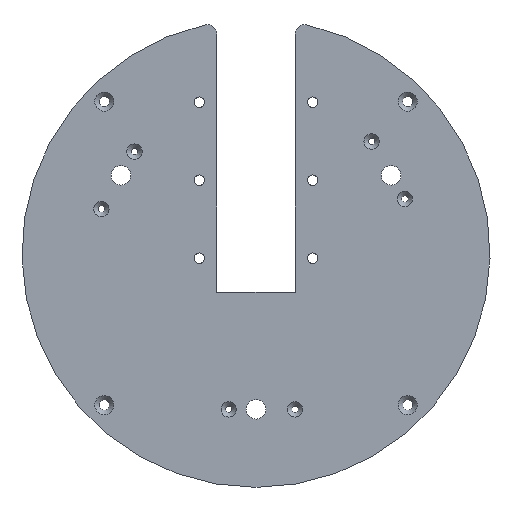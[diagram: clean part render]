
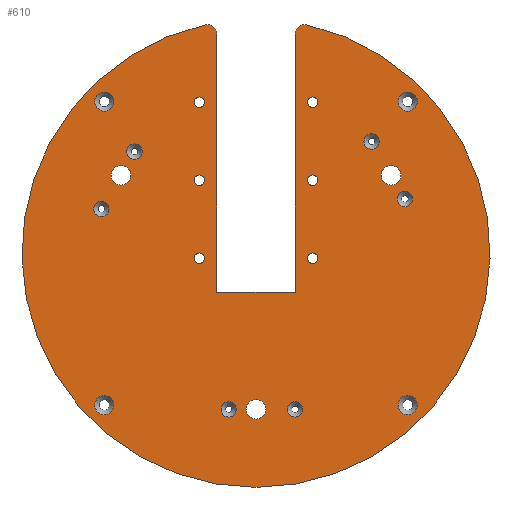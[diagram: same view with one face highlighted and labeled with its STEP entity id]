
A CAD part, front view. The second image highlights one B-rep face of the part: STEP entity #610.
In plain terms, the highlighted planar face has unit normal (0, -1, 0).
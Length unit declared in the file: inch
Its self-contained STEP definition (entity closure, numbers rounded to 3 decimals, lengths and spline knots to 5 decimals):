
#27=LINE('',#995,#39);
#28=LINE('',#997,#40);
#29=LINE('',#999,#41);
#39=VECTOR('',#792,6.61249);
#40=VECTOR('',#793,2.);
#41=VECTOR('',#794,6.61249);
#51=PLANE('',#679);
#68=FACE_BOUND('',#175,.T.);
#69=FACE_BOUND('',#176,.T.);
#70=FACE_BOUND('',#177,.T.);
#71=FACE_BOUND('',#178,.T.);
#72=FACE_BOUND('',#179,.T.);
#73=FACE_BOUND('',#180,.T.);
#74=FACE_BOUND('',#181,.T.);
#75=FACE_BOUND('',#182,.T.);
#76=FACE_BOUND('',#183,.T.);
#77=FACE_BOUND('',#184,.T.);
#78=FACE_BOUND('',#185,.T.);
#79=FACE_BOUND('',#186,.T.);
#80=FACE_BOUND('',#187,.T.);
#81=FACE_BOUND('',#188,.T.);
#82=FACE_BOUND('',#189,.T.);
#83=FACE_BOUND('',#190,.T.);
#84=FACE_BOUND('',#191,.T.);
#85=FACE_BOUND('',#192,.T.);
#86=FACE_BOUND('',#193,.T.);
#135=FACE_OUTER_BOUND('',#174,.T.);
#174=EDGE_LOOP('',(#458,#459,#460,#461,#462,#463));
#175=EDGE_LOOP('',(#464));
#176=EDGE_LOOP('',(#465));
#177=EDGE_LOOP('',(#466));
#178=EDGE_LOOP('',(#467));
#179=EDGE_LOOP('',(#468));
#180=EDGE_LOOP('',(#469));
#181=EDGE_LOOP('',(#470));
#182=EDGE_LOOP('',(#471));
#183=EDGE_LOOP('',(#472));
#184=EDGE_LOOP('',(#473));
#185=EDGE_LOOP('',(#474));
#186=EDGE_LOOP('',(#475));
#187=EDGE_LOOP('',(#476));
#188=EDGE_LOOP('',(#477));
#189=EDGE_LOOP('',(#478));
#190=EDGE_LOOP('',(#479));
#191=EDGE_LOOP('',(#480));
#192=EDGE_LOOP('',(#481));
#193=EDGE_LOOP('',(#482));
#276=CIRCLE('',#678,0.245);
#277=CIRCLE('',#680,6.);
#278=CIRCLE('',#681,0.25);
#279=CIRCLE('',#682,0.25);
#280=CIRCLE('',#683,0.25);
#281=CIRCLE('',#684,0.25);
#282=CIRCLE('',#685,0.25);
#283=CIRCLE('',#686,0.19675);
#284=CIRCLE('',#687,0.19675);
#285=CIRCLE('',#688,0.19675);
#286=CIRCLE('',#689,0.19675);
#287=CIRCLE('',#690,0.19675);
#288=CIRCLE('',#691,0.19675);
#289=CIRCLE('',#692,0.245);
#290=CIRCLE('',#693,0.245);
#291=CIRCLE('',#694,0.245);
#292=CIRCLE('',#695,0.133);
#293=CIRCLE('',#696,0.133);
#294=CIRCLE('',#697,0.133);
#295=CIRCLE('',#698,0.133);
#296=CIRCLE('',#699,0.133);
#297=CIRCLE('',#700,0.133);
#330=VERTEX_POINT('',#986);
#331=VERTEX_POINT('',#989);
#332=VERTEX_POINT('',#990);
#333=VERTEX_POINT('',#992);
#334=VERTEX_POINT('',#994);
#335=VERTEX_POINT('',#996);
#336=VERTEX_POINT('',#998);
#337=VERTEX_POINT('',#1001);
#338=VERTEX_POINT('',#1003);
#339=VERTEX_POINT('',#1005);
#340=VERTEX_POINT('',#1007);
#341=VERTEX_POINT('',#1009);
#342=VERTEX_POINT('',#1011);
#343=VERTEX_POINT('',#1013);
#344=VERTEX_POINT('',#1015);
#345=VERTEX_POINT('',#1017);
#346=VERTEX_POINT('',#1019);
#347=VERTEX_POINT('',#1021);
#348=VERTEX_POINT('',#1023);
#349=VERTEX_POINT('',#1025);
#350=VERTEX_POINT('',#1027);
#351=VERTEX_POINT('',#1029);
#352=VERTEX_POINT('',#1031);
#353=VERTEX_POINT('',#1033);
#354=VERTEX_POINT('',#1035);
#390=EDGE_CURVE('',#330,#330,#276,.T.);
#391=EDGE_CURVE('',#331,#332,#277,.T.);
#392=EDGE_CURVE('',#333,#331,#278,.T.);
#393=EDGE_CURVE('',#333,#334,#27,.T.);
#394=EDGE_CURVE('',#334,#335,#28,.T.);
#395=EDGE_CURVE('',#336,#335,#29,.T.);
#396=EDGE_CURVE('',#332,#336,#279,.T.);
#397=EDGE_CURVE('',#337,#337,#280,.T.);
#398=EDGE_CURVE('',#338,#338,#281,.T.);
#399=EDGE_CURVE('',#339,#339,#282,.T.);
#400=EDGE_CURVE('',#340,#340,#283,.T.);
#401=EDGE_CURVE('',#341,#341,#284,.T.);
#402=EDGE_CURVE('',#342,#342,#285,.T.);
#403=EDGE_CURVE('',#343,#343,#286,.T.);
#404=EDGE_CURVE('',#344,#344,#287,.T.);
#405=EDGE_CURVE('',#345,#345,#288,.T.);
#406=EDGE_CURVE('',#346,#346,#289,.T.);
#407=EDGE_CURVE('',#347,#347,#290,.T.);
#408=EDGE_CURVE('',#348,#348,#291,.T.);
#409=EDGE_CURVE('',#349,#349,#292,.T.);
#410=EDGE_CURVE('',#350,#350,#293,.T.);
#411=EDGE_CURVE('',#351,#351,#294,.T.);
#412=EDGE_CURVE('',#352,#352,#295,.T.);
#413=EDGE_CURVE('',#353,#353,#296,.T.);
#414=EDGE_CURVE('',#354,#354,#297,.T.);
#458=ORIENTED_EDGE('',*,*,#391,.F.);
#459=ORIENTED_EDGE('',*,*,#392,.F.);
#460=ORIENTED_EDGE('',*,*,#393,.T.);
#461=ORIENTED_EDGE('',*,*,#394,.T.);
#462=ORIENTED_EDGE('',*,*,#395,.F.);
#463=ORIENTED_EDGE('',*,*,#396,.F.);
#464=ORIENTED_EDGE('',*,*,#397,.F.);
#465=ORIENTED_EDGE('',*,*,#398,.F.);
#466=ORIENTED_EDGE('',*,*,#399,.F.);
#467=ORIENTED_EDGE('',*,*,#400,.F.);
#468=ORIENTED_EDGE('',*,*,#401,.F.);
#469=ORIENTED_EDGE('',*,*,#402,.F.);
#470=ORIENTED_EDGE('',*,*,#403,.F.);
#471=ORIENTED_EDGE('',*,*,#404,.F.);
#472=ORIENTED_EDGE('',*,*,#405,.F.);
#473=ORIENTED_EDGE('',*,*,#390,.F.);
#474=ORIENTED_EDGE('',*,*,#406,.F.);
#475=ORIENTED_EDGE('',*,*,#407,.F.);
#476=ORIENTED_EDGE('',*,*,#408,.F.);
#477=ORIENTED_EDGE('',*,*,#409,.F.);
#478=ORIENTED_EDGE('',*,*,#410,.F.);
#479=ORIENTED_EDGE('',*,*,#411,.F.);
#480=ORIENTED_EDGE('',*,*,#412,.F.);
#481=ORIENTED_EDGE('',*,*,#413,.F.);
#482=ORIENTED_EDGE('',*,*,#414,.F.);
#610=ADVANCED_FACE('',(#135,#68,#69,#70,#71,#72,#73,#74,#75,#76,#77,#78,
#79,#80,#81,#82,#83,#84,#85,#86),#51,.F.);
#678=AXIS2_PLACEMENT_3D('',#987,#784,#785);
#679=AXIS2_PLACEMENT_3D('',#988,#786,#787);
#680=AXIS2_PLACEMENT_3D('',#991,#788,#789);
#681=AXIS2_PLACEMENT_3D('',#993,#790,#791);
#682=AXIS2_PLACEMENT_3D('',#1000,#795,#796);
#683=AXIS2_PLACEMENT_3D('',#1002,#797,#798);
#684=AXIS2_PLACEMENT_3D('',#1004,#799,#800);
#685=AXIS2_PLACEMENT_3D('',#1006,#801,#802);
#686=AXIS2_PLACEMENT_3D('',#1008,#803,#804);
#687=AXIS2_PLACEMENT_3D('',#1010,#805,#806);
#688=AXIS2_PLACEMENT_3D('',#1012,#807,#808);
#689=AXIS2_PLACEMENT_3D('',#1014,#809,#810);
#690=AXIS2_PLACEMENT_3D('',#1016,#811,#812);
#691=AXIS2_PLACEMENT_3D('',#1018,#813,#814);
#692=AXIS2_PLACEMENT_3D('',#1020,#815,#816);
#693=AXIS2_PLACEMENT_3D('',#1022,#817,#818);
#694=AXIS2_PLACEMENT_3D('',#1024,#819,#820);
#695=AXIS2_PLACEMENT_3D('',#1026,#821,#822);
#696=AXIS2_PLACEMENT_3D('',#1028,#823,#824);
#697=AXIS2_PLACEMENT_3D('',#1030,#825,#826);
#698=AXIS2_PLACEMENT_3D('',#1032,#827,#828);
#699=AXIS2_PLACEMENT_3D('',#1034,#829,#830);
#700=AXIS2_PLACEMENT_3D('',#1036,#831,#832);
#784=DIRECTION('center_axis',(0.,-1.,0.));
#785=DIRECTION('ref_axis',(0.,0.,1.));
#786=DIRECTION('center_axis',(0.,1.,0.));
#787=DIRECTION('ref_axis',(0.,0.,1.));
#788=DIRECTION('center_axis',(0.,1.,0.));
#789=DIRECTION('ref_axis',(0.217,0.,0.976));
#790=DIRECTION('center_axis',(0.,1.,0.));
#791=DIRECTION('ref_axis',(0.,0.,1.));
#792=DIRECTION('',(0.,0.,-1.));
#793=DIRECTION('',(-1.,0.,0.));
#794=DIRECTION('',(0.,0.,-1.));
#795=DIRECTION('center_axis',(0.,1.,0.));
#796=DIRECTION('ref_axis',(0.,0.,1.));
#797=DIRECTION('center_axis',(0.,-1.,0.));
#798=DIRECTION('ref_axis',(0.,0.,-1.));
#799=DIRECTION('center_axis',(0.,-1.,0.));
#800=DIRECTION('ref_axis',(0.,0.,-1.));
#801=DIRECTION('center_axis',(0.,-1.,0.));
#802=DIRECTION('ref_axis',(0.,0.,-1.));
#803=DIRECTION('center_axis',(0.,-1.,0.));
#804=DIRECTION('ref_axis',(0.,0.,-1.));
#805=DIRECTION('center_axis',(0.,-1.,0.));
#806=DIRECTION('ref_axis',(0.,0.,-1.));
#807=DIRECTION('center_axis',(0.,-1.,0.));
#808=DIRECTION('ref_axis',(0.,0.,-1.));
#809=DIRECTION('center_axis',(0.,-1.,0.));
#810=DIRECTION('ref_axis',(0.,0.,-1.));
#811=DIRECTION('center_axis',(0.,-1.,0.));
#812=DIRECTION('ref_axis',(0.,0.,-1.));
#813=DIRECTION('center_axis',(0.,-1.,0.));
#814=DIRECTION('ref_axis',(0.,0.,-1.));
#815=DIRECTION('center_axis',(0.,-1.,0.));
#816=DIRECTION('ref_axis',(0.,0.,1.));
#817=DIRECTION('center_axis',(0.,-1.,0.));
#818=DIRECTION('ref_axis',(0.,0.,-1.));
#819=DIRECTION('center_axis',(0.,-1.,0.));
#820=DIRECTION('ref_axis',(0.,0.,-1.));
#821=DIRECTION('center_axis',(0.,-1.,0.));
#822=DIRECTION('ref_axis',(-1.,0.,0.));
#823=DIRECTION('center_axis',(0.,-1.,0.));
#824=DIRECTION('ref_axis',(1.,0.,0.));
#825=DIRECTION('center_axis',(0.,-1.,0.));
#826=DIRECTION('ref_axis',(1.,0.,0.));
#827=DIRECTION('center_axis',(0.,-1.,0.));
#828=DIRECTION('ref_axis',(1.,0.,0.));
#829=DIRECTION('center_axis',(0.,-1.,0.));
#830=DIRECTION('ref_axis',(1.,0.,0.));
#831=DIRECTION('center_axis',(0.,-1.,0.));
#832=DIRECTION('ref_axis',(1.,0.,0.));
#986=CARTESIAN_POINT('',(3.88909,0.,-3.64409));
#987=CARTESIAN_POINT('Origin',(3.88909,0.,-3.88909));
#988=CARTESIAN_POINT('Origin',(0.,0.,0.));
#989=CARTESIAN_POINT('',(1.30435,0.,5.85651));
#990=CARTESIAN_POINT('',(-1.30435,0.,5.85651));
#991=CARTESIAN_POINT('Origin',(0.,0.,0.));
#992=CARTESIAN_POINT('',(1.,0.,5.61249));
#993=CARTESIAN_POINT('Origin',(1.25,0.,5.61249));
#994=CARTESIAN_POINT('',(1.,0.,-1.));
#995=CARTESIAN_POINT('',(1.,0.,5.61249));
#996=CARTESIAN_POINT('',(-1.,0.,-1.));
#997=CARTESIAN_POINT('',(1.,0.,-1.));
#998=CARTESIAN_POINT('',(-1.,0.,5.61249));
#999=CARTESIAN_POINT('',(-1.,0.,5.61249));
#1000=CARTESIAN_POINT('Origin',(-1.25,0.,5.61249));
#1001=CARTESIAN_POINT('',(-3.4641,0.,2.25));
#1002=CARTESIAN_POINT('Origin',(-3.4641,0.,2.));
#1003=CARTESIAN_POINT('',(3.4641,0.,2.25));
#1004=CARTESIAN_POINT('Origin',(3.4641,0.,2.));
#1005=CARTESIAN_POINT('',(0.,0.,-3.75));
#1006=CARTESIAN_POINT('Origin',(0.,0.,-4.));
#1007=CARTESIAN_POINT('',(1.,0.,-4.19675));
#1008=CARTESIAN_POINT('Origin',(1.,0.,-4.));
#1009=CARTESIAN_POINT('',(-0.7,0.,-4.19675));
#1010=CARTESIAN_POINT('Origin',(-0.7,0.,-4.));
#1011=CARTESIAN_POINT('',(-3.9641,0.,0.93722));
#1012=CARTESIAN_POINT('Origin',(-3.9641,0.,1.13397));
#1013=CARTESIAN_POINT('',(-3.1141,0.,2.40947));
#1014=CARTESIAN_POINT('Origin',(-3.1141,0.,2.60622));
#1015=CARTESIAN_POINT('',(2.9641,0.,2.66928));
#1016=CARTESIAN_POINT('Origin',(2.9641,0.,2.86603));
#1017=CARTESIAN_POINT('',(3.8141,0.,1.19703));
#1018=CARTESIAN_POINT('Origin',(3.8141,0.,1.39378));
#1019=CARTESIAN_POINT('',(-3.88909,0.,-4.13409));
#1020=CARTESIAN_POINT('Origin',(-3.88909,0.,-3.88909));
#1021=CARTESIAN_POINT('',(-3.88909,0.,3.64409));
#1022=CARTESIAN_POINT('Origin',(-3.88909,0.,3.88909));
#1023=CARTESIAN_POINT('',(3.88909,0.,3.64409));
#1024=CARTESIAN_POINT('Origin',(3.88909,0.,3.88909));
#1025=CARTESIAN_POINT('',(-1.319,0.,3.875));
#1026=CARTESIAN_POINT('Origin',(-1.452,0.,3.875));
#1027=CARTESIAN_POINT('',(-1.585,0.,1.875));
#1028=CARTESIAN_POINT('Origin',(-1.452,0.,1.875));
#1029=CARTESIAN_POINT('',(-1.585,0.,-0.125));
#1030=CARTESIAN_POINT('Origin',(-1.452,0.,-0.125));
#1031=CARTESIAN_POINT('',(1.319,0.,-0.125));
#1032=CARTESIAN_POINT('Origin',(1.452,0.,-0.125));
#1033=CARTESIAN_POINT('',(1.319,0.,1.875));
#1034=CARTESIAN_POINT('Origin',(1.452,0.,1.875));
#1035=CARTESIAN_POINT('',(1.319,0.,3.875));
#1036=CARTESIAN_POINT('Origin',(1.452,0.,3.875));
